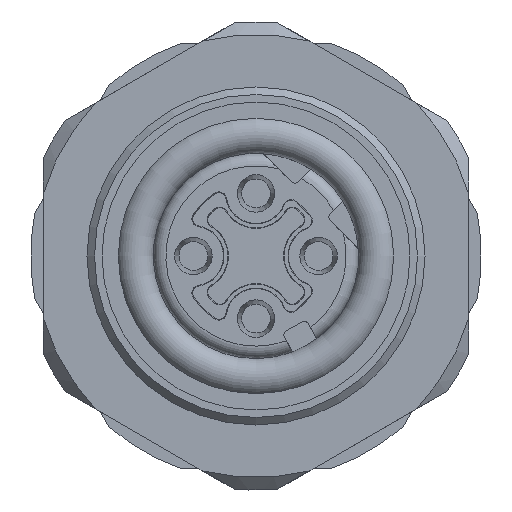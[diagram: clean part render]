
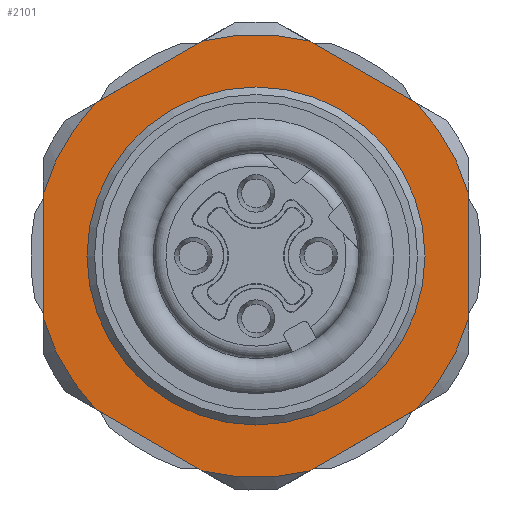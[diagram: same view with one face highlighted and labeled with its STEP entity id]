
A CAD part, front view. The second image highlights one B-rep face of the part: STEP entity #2101.
In plain terms, the highlighted planar face has unit normal (0, -1, 0).
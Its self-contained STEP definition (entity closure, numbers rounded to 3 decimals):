
#268=PLANE('',#2694);
#328=LINE('',#3903,#460);
#329=LINE('',#3908,#461);
#330=LINE('',#3912,#462);
#331=LINE('',#3916,#463);
#332=LINE('',#3920,#464);
#333=LINE('',#3924,#465);
#460=VECTOR('',#3052,1.);
#461=VECTOR('',#3055,1.);
#462=VECTOR('',#3058,1.);
#463=VECTOR('',#3061,1.);
#464=VECTOR('',#3064,1.);
#465=VECTOR('',#3067,1.);
#592=EDGE_LOOP('',(#840));
#593=EDGE_LOOP('',(#841,#842,#843,#844,#845,#846,#847,#848,#849,#850,#851,
#852));
#840=ORIENTED_EDGE('',*,*,#1534,.T.);
#841=ORIENTED_EDGE('',*,*,#1535,.F.);
#842=ORIENTED_EDGE('',*,*,#1536,.F.);
#843=ORIENTED_EDGE('',*,*,#1537,.F.);
#844=ORIENTED_EDGE('',*,*,#1538,.F.);
#845=ORIENTED_EDGE('',*,*,#1539,.F.);
#846=ORIENTED_EDGE('',*,*,#1540,.F.);
#847=ORIENTED_EDGE('',*,*,#1541,.F.);
#848=ORIENTED_EDGE('',*,*,#1542,.F.);
#849=ORIENTED_EDGE('',*,*,#1543,.F.);
#850=ORIENTED_EDGE('',*,*,#1544,.F.);
#851=ORIENTED_EDGE('',*,*,#1545,.F.);
#852=ORIENTED_EDGE('',*,*,#1546,.F.);
#1534=EDGE_CURVE('',#2431,#2431,#1881,.T.);
#1535=EDGE_CURVE('',#2432,#2433,#328,.T.);
#1536=EDGE_CURVE('',#2434,#2432,#1882,.T.);
#1537=EDGE_CURVE('',#2435,#2434,#329,.T.);
#1538=EDGE_CURVE('',#2436,#2435,#1883,.T.);
#1539=EDGE_CURVE('',#2437,#2436,#330,.T.);
#1540=EDGE_CURVE('',#2438,#2437,#1884,.T.);
#1541=EDGE_CURVE('',#2439,#2438,#331,.T.);
#1542=EDGE_CURVE('',#2440,#2439,#1885,.T.);
#1543=EDGE_CURVE('',#2441,#2440,#332,.T.);
#1544=EDGE_CURVE('',#2442,#2441,#1886,.T.);
#1545=EDGE_CURVE('',#2443,#2442,#333,.T.);
#1546=EDGE_CURVE('',#2433,#2443,#1887,.T.);
#1881=CIRCLE('',#2687,6.75);
#1882=CIRCLE('',#2688,8.85);
#1883=CIRCLE('',#2689,8.85);
#1884=CIRCLE('',#2690,8.85);
#1885=CIRCLE('',#2691,8.85);
#1886=CIRCLE('',#2692,8.85);
#1887=CIRCLE('',#2693,8.85);
#2101=ADVANCED_FACE('',(#2282,#2283),#268,.F.);
#2282=FACE_BOUND('',#592,.T.);
#2283=FACE_BOUND('',#593,.T.);
#2431=VERTEX_POINT('',#3902);
#2432=VERTEX_POINT('',#3904);
#2433=VERTEX_POINT('',#3905);
#2434=VERTEX_POINT('',#3907);
#2435=VERTEX_POINT('',#3909);
#2436=VERTEX_POINT('',#3911);
#2437=VERTEX_POINT('',#3913);
#2438=VERTEX_POINT('',#3915);
#2439=VERTEX_POINT('',#3917);
#2440=VERTEX_POINT('',#3919);
#2441=VERTEX_POINT('',#3921);
#2442=VERTEX_POINT('',#3923);
#2443=VERTEX_POINT('',#3925);
#2687=AXIS2_PLACEMENT_3D('',#3901,#3050,#3051);
#2688=AXIS2_PLACEMENT_3D('',#3906,#3053,#3054);
#2689=AXIS2_PLACEMENT_3D('',#3910,#3056,#3057);
#2690=AXIS2_PLACEMENT_3D('',#3914,#3059,#3060);
#2691=AXIS2_PLACEMENT_3D('',#3918,#3062,#3063);
#2692=AXIS2_PLACEMENT_3D('',#3922,#3065,#3066);
#2693=AXIS2_PLACEMENT_3D('',#3926,#3068,#3069);
#2694=AXIS2_PLACEMENT_3D('',#3927,#3070,#3071);
#3050=DIRECTION('',(0.,1.,0.));
#3051=DIRECTION('',(0.5,0.,-0.866));
#3052=DIRECTION('',(0.866,0.,-0.5));
#3053=DIRECTION('',(0.,1.,0.));
#3054=DIRECTION('',(0.5,0.,-0.866));
#3055=DIRECTION('',(0.866,0.,0.5));
#3056=DIRECTION('',(0.,1.,0.));
#3057=DIRECTION('',(0.5,0.,-0.866));
#3058=DIRECTION('',(0.,0.,1.));
#3059=DIRECTION('',(0.,1.,0.));
#3060=DIRECTION('',(0.5,0.,-0.866));
#3061=DIRECTION('',(-0.866,0.,0.5));
#3062=DIRECTION('',(0.,1.,0.));
#3063=DIRECTION('',(0.5,0.,-0.866));
#3064=DIRECTION('',(-0.866,0.,-0.5));
#3065=DIRECTION('',(0.,1.,0.));
#3066=DIRECTION('',(0.5,0.,-0.866));
#3067=DIRECTION('',(0.,0.,-1.));
#3068=DIRECTION('',(0.,1.,0.));
#3069=DIRECTION('',(0.5,0.,-0.866));
#3070=DIRECTION('',(0.,1.,0.));
#3071=DIRECTION('',(0.5,0.,-0.866));
#3901=CARTESIAN_POINT('',(0.,6.5,0.));
#3902=CARTESIAN_POINT('',(3.375,6.5,-5.846));
#3903=CARTESIAN_POINT('',(1.327,6.5,9.049));
#3904=CARTESIAN_POINT('',(2.116,6.5,8.593));
#3905=CARTESIAN_POINT('',(6.384,6.5,6.129));
#3906=CARTESIAN_POINT('',(0.,6.5,0.));
#3907=CARTESIAN_POINT('',(-2.116,6.5,8.593));
#3908=CARTESIAN_POINT('',(-10.096,6.5,3.986));
#3909=CARTESIAN_POINT('',(-6.384,6.5,6.129));
#3910=CARTESIAN_POINT('',(0.,6.5,0.));
#3911=CARTESIAN_POINT('',(-8.5,6.5,2.464));
#3912=CARTESIAN_POINT('',(-8.5,6.5,-3.375));
#3913=CARTESIAN_POINT('',(-8.5,6.5,-2.464));
#3914=CARTESIAN_POINT('',(0.,6.5,0.));
#3915=CARTESIAN_POINT('',(-6.384,6.5,-6.129));
#3916=CARTESIAN_POINT('',(-7.173,6.5,-5.674));
#3917=CARTESIAN_POINT('',(-2.116,6.5,-8.593));
#3918=CARTESIAN_POINT('',(0.,6.5,0.));
#3919=CARTESIAN_POINT('',(2.116,6.5,-8.593));
#3920=CARTESIAN_POINT('',(-1.596,6.5,-10.736));
#3921=CARTESIAN_POINT('',(6.384,6.5,-6.129));
#3922=CARTESIAN_POINT('',(0.,6.5,0.));
#3923=CARTESIAN_POINT('',(8.5,6.5,-2.464));
#3924=CARTESIAN_POINT('',(8.5,6.5,-3.375));
#3925=CARTESIAN_POINT('',(8.5,6.5,2.464));
#3926=CARTESIAN_POINT('',(0.,6.5,0.));
#3927=CARTESIAN_POINT('',(-5.846,6.5,-3.375));
